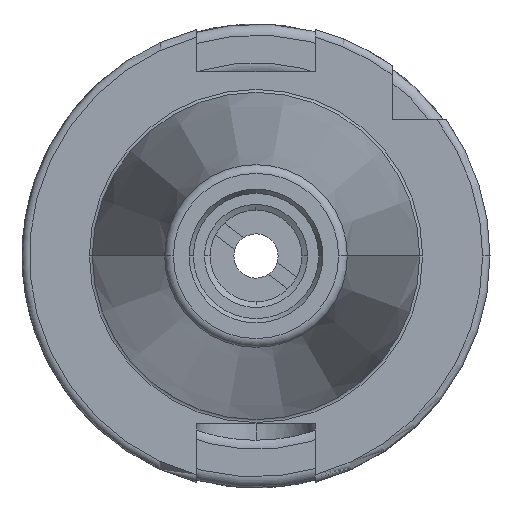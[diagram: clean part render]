
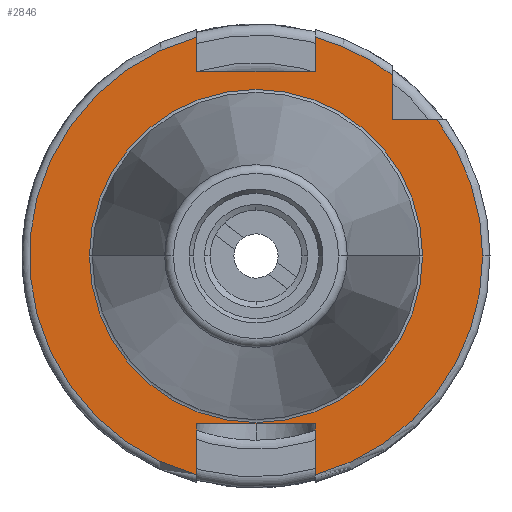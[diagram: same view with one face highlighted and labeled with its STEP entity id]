
A CAD part, left-side view. The second image highlights one B-rep face of the part: STEP entity #2846.
In plain terms, the highlighted planar face has unit normal (-1, 0, 0).
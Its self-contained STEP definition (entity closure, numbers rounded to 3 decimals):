
#1046 = VERTEX_POINT ( 'NONE', #2877 ) ;
#1090 = VERTEX_POINT ( 'NONE', #2956 ) ;
#1129 = EDGE_CURVE ( 'NONE', #1090, #1046, #3043, .T. ) ;
#1755 = ORIENTED_EDGE ( 'NONE', *, *, #3826, .T. ) ;
#2616 = VERTEX_POINT ( 'NONE', #6990 ) ;
#2621 = VERTEX_POINT ( 'NONE', #6988 ) ;
#2674 = EDGE_LOOP ( 'NONE', ( #2817, #2709 ) ) ;
#2709 = ORIENTED_EDGE ( 'NONE', *, *, #1129, .F. ) ;
#2771 = EDGE_LOOP ( 'NONE', ( #2883, #3787, #3788, #3518, #3233, #3370, #1755, #3827, #3821, #3813, #3792, #3967 ) ) ;
#2817 = ORIENTED_EDGE ( 'NONE', *, *, #2874, .F. ) ;
#2846 = ADVANCED_FACE ( 'NONE', ( #6986, #6985 ), #6984, .F. ) ;
#2858 = EDGE_CURVE ( 'NONE', #3949, #3119, #6978, .T. ) ;
#2874 = EDGE_CURVE ( 'NONE', #1046, #1090, #7040, .T. ) ;
#2877 = CARTESIAN_POINT ( 'NONE',  ( 3.2, -22.625, 0. ) ) ;
#2883 = ORIENTED_EDGE ( 'NONE', *, *, #2858, .F. ) ;
#2956 = CARTESIAN_POINT ( 'NONE',  ( 3.2, 22.625, 0. ) ) ;
#3039 = DIRECTION ( 'NONE',  ( 0., -1., 0. ) ) ;
#3040 = DIRECTION ( 'NONE',  ( -1., 0., 0. ) ) ;
#3041 = CARTESIAN_POINT ( 'NONE',  ( 3.2, 0., 0. ) ) ;
#3042 = AXIS2_PLACEMENT_3D ( 'NONE', #3041, #3040, #3039 ) ;
#3043 = CIRCLE ( 'NONE', #3042, 22.625 ) ;
#3119 = VERTEX_POINT ( 'NONE', #7020 ) ;
#3181 = EDGE_CURVE ( 'NONE', #3359, #2621, #7016, .T. ) ;
#3233 = ORIENTED_EDGE ( 'NONE', *, *, #3364, .F. ) ;
#3359 = VERTEX_POINT ( 'NONE', #7073 ) ;
#3364 = EDGE_CURVE ( 'NONE', #3359, #2616, #7072, .T. ) ;
#3370 = ORIENTED_EDGE ( 'NONE', *, *, #3181, .T. ) ;
#3518 = ORIENTED_EDGE ( 'NONE', *, *, #3590, .F. ) ;
#3590 = EDGE_CURVE ( 'NONE', #2616, #3620, #7068, .T. ) ;
#3620 = VERTEX_POINT ( 'NONE', #7064 ) ;
#3786 = EDGE_CURVE ( 'NONE', #3946, #3620, #7057, .T. ) ;
#3787 = ORIENTED_EDGE ( 'NONE', *, *, #3942, .T. ) ;
#3788 = ORIENTED_EDGE ( 'NONE', *, *, #3786, .T. ) ;
#3790 = VERTEX_POINT ( 'NONE', #7052 ) ;
#3791 = EDGE_CURVE ( 'NONE', #3790, #3794, #7051, .T. ) ;
#3792 = ORIENTED_EDGE ( 'NONE', *, *, #3791, .F. ) ;
#3794 = VERTEX_POINT ( 'NONE', #7043 ) ;
#3795 = EDGE_CURVE ( 'NONE', #3812, #3794, #7107, .T. ) ;
#3812 = VERTEX_POINT ( 'NONE', #7129 ) ;
#3813 = ORIENTED_EDGE ( 'NONE', *, *, #3795, .T. ) ;
#3815 = EDGE_CURVE ( 'NONE', #3824, #3812, #7122, .T. ) ;
#3821 = ORIENTED_EDGE ( 'NONE', *, *, #3815, .T. ) ;
#3823 = EDGE_CURVE ( 'NONE', #3824, #3829, #7168, .T. ) ;
#3824 = VERTEX_POINT ( 'NONE', #7164 ) ;
#3826 = EDGE_CURVE ( 'NONE', #2621, #3829, #7163, .T. ) ;
#3827 = ORIENTED_EDGE ( 'NONE', *, *, #3823, .F. ) ;
#3829 = VERTEX_POINT ( 'NONE', #7158 ) ;
#3942 = EDGE_CURVE ( 'NONE', #3949, #3946, #7372, .T. ) ;
#3946 = VERTEX_POINT ( 'NONE', #7359 ) ;
#3949 = VERTEX_POINT ( 'NONE', #7356 ) ;
#3967 = ORIENTED_EDGE ( 'NONE', *, *, #3972, .T. ) ;
#3972 = EDGE_CURVE ( 'NONE', #3790, #3119, #7419, .T. ) ;
#6977 = CARTESIAN_POINT ( 'NONE',  ( 3.2, -8.05, 0. ) ) ;
#6978 = LINE ( 'NONE', #6977, #7042 ) ;
#6980 = DIRECTION ( 'NONE',  ( 0., 1., 0. ) ) ;
#6981 = DIRECTION ( 'NONE',  ( 1., 0., 0. ) ) ;
#6982 = CARTESIAN_POINT ( 'NONE',  ( 3.2, 30.775, 0. ) ) ;
#6983 = AXIS2_PLACEMENT_3D ( 'NONE', #6982, #6981, #6980 ) ;
#6984 = PLANE ( 'NONE',  #6983 ) ;
#6985 = FACE_OUTER_BOUND ( 'NONE', #2771, .T. ) ;
#6986 = FACE_BOUND ( 'NONE', #2674, .T. ) ;
#6988 = CARTESIAN_POINT ( 'NONE',  ( 3.2, -8.05, 29.704 ) ) ;
#6990 = CARTESIAN_POINT ( 'NONE',  ( 3.2, -18.5, 18.5 ) ) ;
#7016 = CIRCLE ( 'NONE', #7077, 30.775 ) ;
#7020 = CARTESIAN_POINT ( 'NONE',  ( 3.2, -8.05, -22.8 ) ) ;
#7036 = DIRECTION ( 'NONE',  ( 0., -1., 0. ) ) ;
#7037 = DIRECTION ( 'NONE',  ( -1., 0., 0. ) ) ;
#7038 = CARTESIAN_POINT ( 'NONE',  ( 3.2, 0., 0. ) ) ;
#7039 = AXIS2_PLACEMENT_3D ( 'NONE', #7038, #7037, #7036 ) ;
#7040 = CIRCLE ( 'NONE', #7039, 22.625 ) ;
#7041 = DIRECTION ( 'NONE',  ( 0., 0., 1. ) ) ;
#7042 = VECTOR ( 'NONE', #7041, 1000. ) ;
#7043 = CARTESIAN_POINT ( 'NONE',  ( 3.2, 8.05, -29.704 ) ) ;
#7048 = DIRECTION ( 'NONE',  ( 0., 0., -1. ) ) ;
#7049 = VECTOR ( 'NONE', #7048, 1000. ) ;
#7050 = CARTESIAN_POINT ( 'NONE',  ( 3.2, 8.05, 0. ) ) ;
#7051 = LINE ( 'NONE', #7050, #7049 ) ;
#7052 = CARTESIAN_POINT ( 'NONE',  ( 3.2, 8.05, -22.8 ) ) ;
#7053 = DIRECTION ( 'NONE',  ( 0., -1., 0. ) ) ;
#7054 = DIRECTION ( 'NONE',  ( -1., 0., 0. ) ) ;
#7055 = CARTESIAN_POINT ( 'NONE',  ( 3.2, 0., 0. ) ) ;
#7056 = AXIS2_PLACEMENT_3D ( 'NONE', #7055, #7054, #7053 ) ;
#7057 = CIRCLE ( 'NONE', #7056, 30.775 ) ;
#7064 = CARTESIAN_POINT ( 'NONE',  ( 3.2, -24.594, 18.5 ) ) ;
#7065 = DIRECTION ( 'NONE',  ( 0., -1., 0. ) ) ;
#7066 = VECTOR ( 'NONE', #7065, 1000. ) ;
#7067 = CARTESIAN_POINT ( 'NONE',  ( 3.2, -18.5, 18.5 ) ) ;
#7068 = LINE ( 'NONE', #7067, #7066 ) ;
#7069 = DIRECTION ( 'NONE',  ( 0., 0., -1. ) ) ;
#7070 = VECTOR ( 'NONE', #7069, 1000. ) ;
#7071 = CARTESIAN_POINT ( 'NONE',  ( 3.2, -18.5, 25.834 ) ) ;
#7072 = LINE ( 'NONE', #7071, #7070 ) ;
#7073 = CARTESIAN_POINT ( 'NONE',  ( 3.2, -18.5, 24.594 ) ) ;
#7074 = DIRECTION ( 'NONE',  ( 0., -1., 0. ) ) ;
#7075 = DIRECTION ( 'NONE',  ( -1., 0., 0. ) ) ;
#7076 = CARTESIAN_POINT ( 'NONE',  ( 3.2, 0., 0. ) ) ;
#7077 = AXIS2_PLACEMENT_3D ( 'NONE', #7076, #7075, #7074 ) ;
#7103 = DIRECTION ( 'NONE',  ( 0., -1., 0. ) ) ;
#7104 = DIRECTION ( 'NONE',  ( -1., 0., 0. ) ) ;
#7105 = CARTESIAN_POINT ( 'NONE',  ( 3.2, 0., 0. ) ) ;
#7106 = AXIS2_PLACEMENT_3D ( 'NONE', #7105, #7104, #7103 ) ;
#7107 = CIRCLE ( 'NONE', #7106, 30.775 ) ;
#7119 = DIRECTION ( 'NONE',  ( 0., 0., 1. ) ) ;
#7120 = VECTOR ( 'NONE', #7119, 1000. ) ;
#7121 = CARTESIAN_POINT ( 'NONE',  ( 3.2, 8.05, 0. ) ) ;
#7122 = LINE ( 'NONE', #7121, #7120 ) ;
#7129 = CARTESIAN_POINT ( 'NONE',  ( 3.2, 8.05, 29.704 ) ) ;
#7158 = CARTESIAN_POINT ( 'NONE',  ( 3.2, -8.05, 25. ) ) ;
#7160 = DIRECTION ( 'NONE',  ( 0., 0., -1. ) ) ;
#7161 = VECTOR ( 'NONE', #7160, 1000. ) ;
#7162 = CARTESIAN_POINT ( 'NONE',  ( 3.2, -8.05, 0. ) ) ;
#7163 = LINE ( 'NONE', #7162, #7161 ) ;
#7164 = CARTESIAN_POINT ( 'NONE',  ( 3.2, 8.05, 25. ) ) ;
#7165 = DIRECTION ( 'NONE',  ( 0., -1., 0. ) ) ;
#7166 = VECTOR ( 'NONE', #7165, 1000. ) ;
#7167 = CARTESIAN_POINT ( 'NONE',  ( 3.2, 30.775, 25. ) ) ;
#7168 = LINE ( 'NONE', #7167, #7166 ) ;
#7356 = CARTESIAN_POINT ( 'NONE',  ( 3.2, -8.05, -29.704 ) ) ;
#7359 = CARTESIAN_POINT ( 'NONE',  ( 3.2, -30.775, 0. ) ) ;
#7366 = DIRECTION ( 'NONE',  ( 0., -1., 0. ) ) ;
#7367 = DIRECTION ( 'NONE',  ( -1., 0., 0. ) ) ;
#7368 = CARTESIAN_POINT ( 'NONE',  ( 3.2, 0., 0. ) ) ;
#7369 = AXIS2_PLACEMENT_3D ( 'NONE', #7368, #7367, #7366 ) ;
#7372 = CIRCLE ( 'NONE', #7369, 30.775 ) ;
#7416 = DIRECTION ( 'NONE',  ( 0., -1., 0. ) ) ;
#7417 = VECTOR ( 'NONE', #7416, 1000. ) ;
#7418 = CARTESIAN_POINT ( 'NONE',  ( 3.2, 30.775, -22.8 ) ) ;
#7419 = LINE ( 'NONE', #7418, #7417 ) ;
